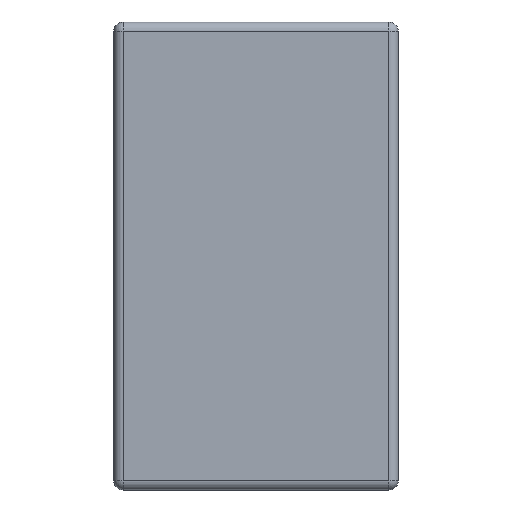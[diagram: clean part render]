
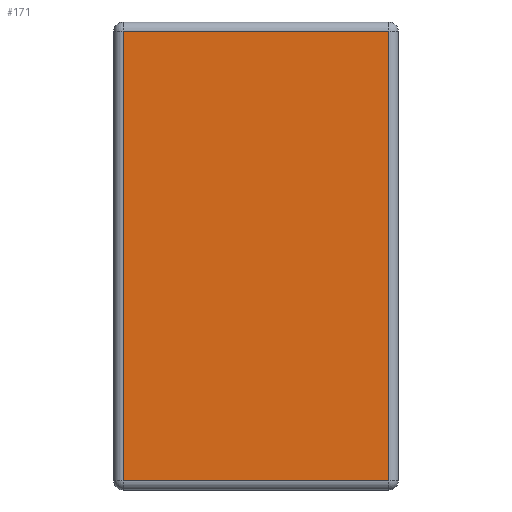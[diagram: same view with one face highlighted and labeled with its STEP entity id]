
A CAD part, left-side view. The second image highlights one B-rep face of the part: STEP entity #171.
In plain terms, the highlighted planar face has unit normal (-1, 0, 0).
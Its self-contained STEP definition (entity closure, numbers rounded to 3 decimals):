
#154 = EDGE_CURVE ( 'NONE', #233, #155, #836, .T. ) ;
#155 = VERTEX_POINT ( 'NONE', #832 ) ;
#156 = ORIENTED_EDGE ( 'NONE', *, *, #157, .T. ) ;
#157 = EDGE_CURVE ( 'NONE', #155, #229, #830, .T. ) ;
#171 = ADVANCED_FACE ( 'NONE', ( #890 ), #930, .F. ) ;
#172 = EDGE_LOOP ( 'NONE', ( #173, #231, #234, #156 ) ) ;
#173 = ORIENTED_EDGE ( 'NONE', *, *, #174, .T. ) ;
#174 = EDGE_CURVE ( 'NONE', #229, #230, #925, .T. ) ;
#229 = VERTEX_POINT ( 'NONE', #1096 ) ;
#230 = VERTEX_POINT ( 'NONE', #1095 ) ;
#231 = ORIENTED_EDGE ( 'NONE', *, *, #232, .T. ) ;
#232 = EDGE_CURVE ( 'NONE', #230, #233, #1094, .T. ) ;
#233 = VERTEX_POINT ( 'NONE', #1090 ) ;
#234 = ORIENTED_EDGE ( 'NONE', *, *, #154, .T. ) ;
#827 = DIRECTION ( 'NONE',  ( 0., 0., 1. ) ) ;
#828 = VECTOR ( 'NONE', #827, 1000. ) ;
#829 = CARTESIAN_POINT ( 'NONE',  ( -1.6, 0.05, 1.25 ) ) ;
#830 = LINE ( 'NONE', #829, #828 ) ;
#832 = CARTESIAN_POINT ( 'NONE',  ( -1.6, 0.05, -1.2 ) ) ;
#833 = DIRECTION ( 'NONE',  ( 0., -1., 0. ) ) ;
#834 = VECTOR ( 'NONE', #833, 1000. ) ;
#835 = CARTESIAN_POINT ( 'NONE',  ( -1.6, 1.52, -1.2 ) ) ;
#836 = LINE ( 'NONE', #835, #834 ) ;
#890 = FACE_OUTER_BOUND ( 'NONE', #172, .T. ) ;
#922 = DIRECTION ( 'NONE',  ( 0., 1., 0. ) ) ;
#923 = VECTOR ( 'NONE', #922, 1000. ) ;
#924 = CARTESIAN_POINT ( 'NONE',  ( -1.6, 1.52, 1.2 ) ) ;
#925 = LINE ( 'NONE', #924, #923 ) ;
#926 = DIRECTION ( 'NONE',  ( 0., 0., -1. ) ) ;
#927 = DIRECTION ( 'NONE',  ( 1., 0., 0. ) ) ;
#928 = CARTESIAN_POINT ( 'NONE',  ( -1.6, 1.52, 1.25 ) ) ;
#929 = AXIS2_PLACEMENT_3D ( 'NONE', #928, #927, #926 ) ;
#930 = PLANE ( 'NONE',  #929 ) ;
#1090 = CARTESIAN_POINT ( 'NONE',  ( -1.6, 1.47, -1.2 ) ) ;
#1091 = DIRECTION ( 'NONE',  ( 0., 0., -1. ) ) ;
#1092 = VECTOR ( 'NONE', #1091, 1000. ) ;
#1093 = CARTESIAN_POINT ( 'NONE',  ( -1.6, 1.47, 1.25 ) ) ;
#1094 = LINE ( 'NONE', #1093, #1092 ) ;
#1095 = CARTESIAN_POINT ( 'NONE',  ( -1.6, 1.47, 1.2 ) ) ;
#1096 = CARTESIAN_POINT ( 'NONE',  ( -1.6, 0.05, 1.2 ) ) ;
